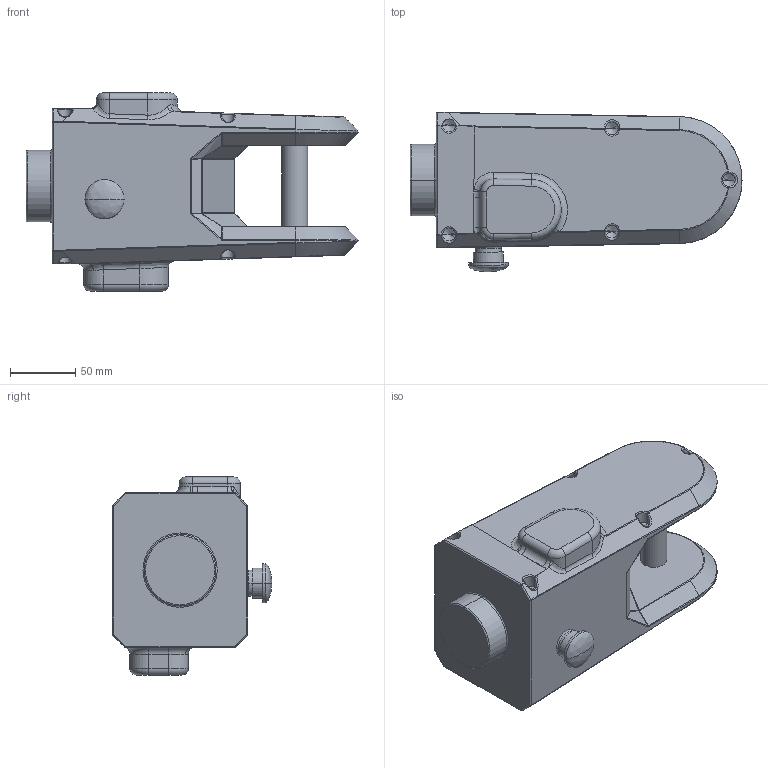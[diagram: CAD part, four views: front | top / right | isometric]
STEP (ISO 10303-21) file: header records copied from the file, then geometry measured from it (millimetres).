
FILE_DESCRIPTION (( 'STEP AP203' ), '1' );
FILE_NAME ('4th Axis Arm_Default_sldprt.STEP', '2022-06-04T20:59:34', ( '' ), ( '' ), 'SwSTEP 2.0', 'SolidWorks 2020', '' );
FILE_SCHEMA (( 'CONFIG_CONTROL_DESIGN' ));
Length unit declared in the file: millimetre
Products named in the file (1): 4th Axis Arm_Default_sldprt
Bounding box: 254.67 x 122.26 x 152 mm (x, y, z)
Volume: 2044831.8 mm3; surface area: 128196.6 mm2
Topology: 1 solids, 1 shells, 338 faces, 823 edges, 460 vertices
Faces by surface type: cylinder 110, bspline 94, plane 45, torus 39, sphere 27, cone 23
Entity records: 12641 total; most frequent: CARTESIAN_POINT 5632, ORIENTED_EDGE 1576, DIRECTION 1348, EDGE_CURVE 788, AXIS2_PLACEMENT_3D 559, VERTEX_POINT 456, EDGE_LOOP 344, ADVANCED_FACE 338
